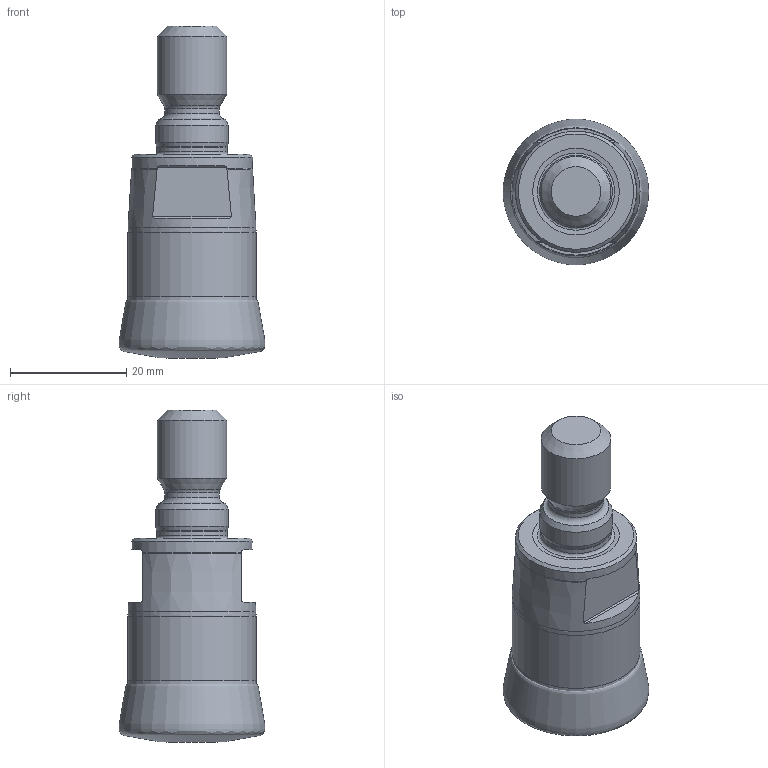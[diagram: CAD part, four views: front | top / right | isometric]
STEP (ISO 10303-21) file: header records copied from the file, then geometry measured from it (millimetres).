
FILE_DESCRIPTION(/* description */ (''),/* implementation_level */ '2;1');
FILE_NAME(/* name */ '1541072491169.stp',/* time_stamp */ '2018-11-01T17:11:57+06:00',/* author */ (''),/* organization */ ('SMS'),/* preprocessor_version */ 'ST-DEVELOPER v15',/* originating_system */ 'SIEMENS PLM Software NX 8.5',/* authorisation */ '');
FILE_SCHEMA (('AUTOMOTIVE_DESIGN { 1 0 10303 214 3 1 1 1 }'));
Length unit declared in the file: millimetre
Products named in the file (4): 201753543mod000_00; ASSEMBLY_CONSTRUCTION; 201786774mod000_00; 201786772mod000_00
Assembly tree (3 placements, depth 2):
  201786772mod000_00
    201786774mod000_00
    ASSEMBLY_CONSTRUCTION
    201753543mod000_00
Bounding box: 25 x 25 x 57 mm (x, y, z)
Volume: 18854.6 mm3; surface area: 5563.6 mm2
Topology: 2 solids, 2 shells, 44 faces, 106 edges, 76 vertices
Faces by surface type: plane 14, cone 11, torus 11, cylinder 6, bspline 2
Full cylindrical faces by diameter (mm): 9.4 x1, 12 x1, 12.1 x1, 12.5 x1, 20.8 x1, 21.982 x1
Entity records: 5399 total; most frequent: CARTESIAN_POINT 4339, DIRECTION 212, ORIENTED_EDGE 130, AXIS2_PLACEMENT_3D 100, EDGE_LOOP 72, EDGE_CURVE 65, FACE_BOUND 59, VERTEX_POINT 54
